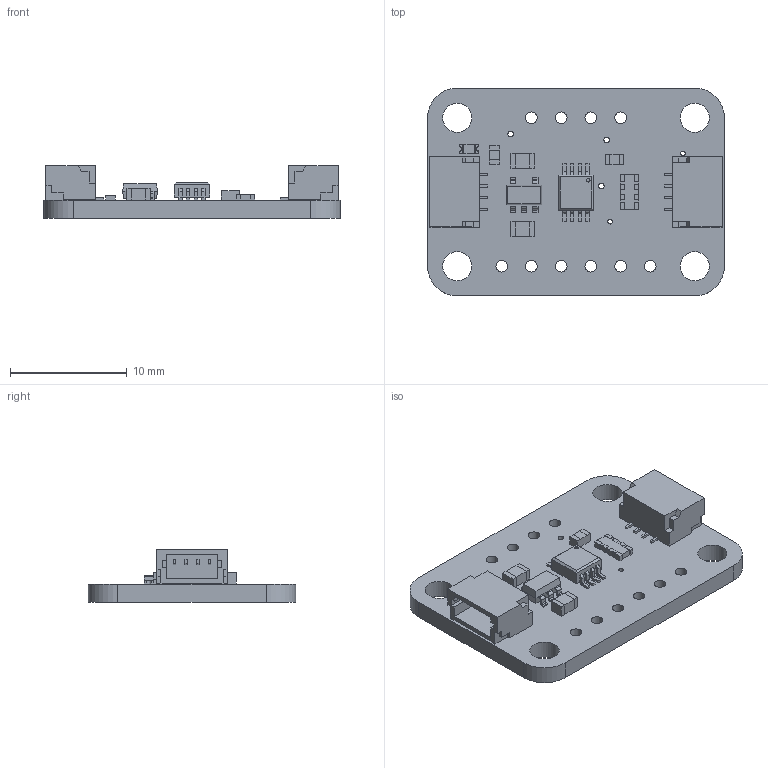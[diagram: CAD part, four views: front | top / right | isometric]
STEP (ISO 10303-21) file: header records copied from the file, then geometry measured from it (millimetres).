
FILE_DESCRIPTION(/* description */ (''),/* implementation_level */ '2;1');
FILE_NAME(/* name */ 'PCB Component.step',/* time_stamp */ '2024-04-29T15:33:29-04:00',/* author */ (''),/* organization */ (''),/* preprocessor_version */ 'ST-DEVELOPER v20',/* originating_system */ 'Autodesk Translation Framework v12.20.1.177',/* authorisation */ '');
FILE_SCHEMA (('AUTOMOTIVE_DESIGN { 1 0 10303 214 3 1 1 }'));
Length unit declared in the file: millimetre
Products named in the file (10): PCB Component; Board; 10uF; AP2112K-3.3; 0.1uF; 10K; STEMMA_I2C_QT; GREEN; EMC2101-AZCL; 10K_1
Assembly tree (11 placements, depth 2):
  PCB Component
    Board
    10uF  x2
    AP2112K-3.3
    0.1uF
    10K
    STEMMA_I2C_QT  x2
    GREEN
    EMC2101-AZCL
    10K_1
Bounding box: 25.4 x 17.78 x 4.53 mm (x, y, z)
Volume: 770.1 mm3; surface area: 1544.8 mm2
Topology: 15 solids, 15 shells, 569 faces, 1538 edges, 1018 vertices
Faces by surface type: plane 479, cylinder 86, bspline 4
Full cylindrical faces by diameter (mm): 0.3 x1, 0.4 x2, 0.483 x9, 1 x10, 2.5 x4
Entity records: 15409 total; most frequent: CARTESIAN_POINT 2645, ORIENTED_EDGE 2516, DIRECTION 2404, EDGE_CURVE 1258, LINE 1078, VECTOR 1078, VERTEX_POINT 832, AXIS2_PLACEMENT_3D 663
